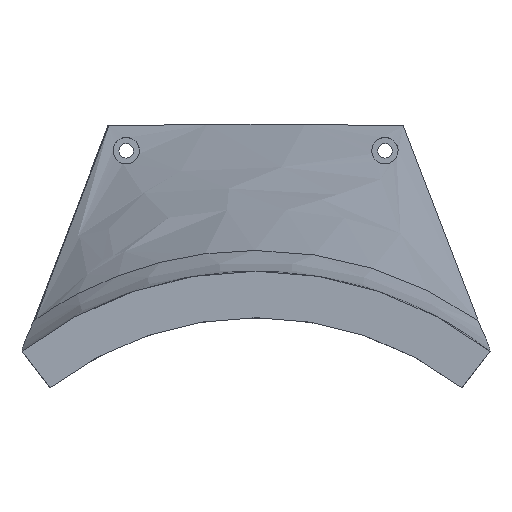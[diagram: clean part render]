
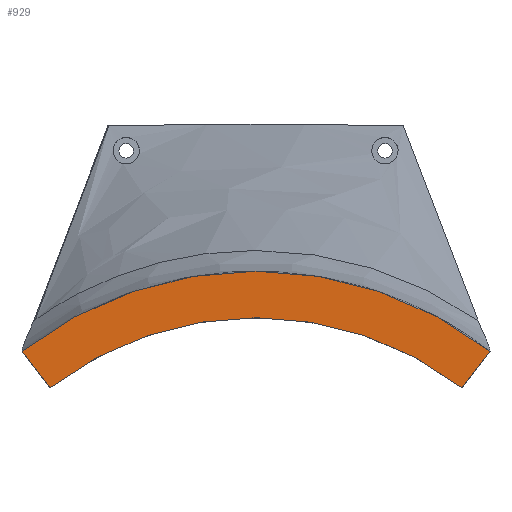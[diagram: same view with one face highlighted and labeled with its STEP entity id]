
A CAD part, front view. The second image highlights one B-rep face of the part: STEP entity #929.
In plain terms, the highlighted planar face has unit normal (0, -1, 0).
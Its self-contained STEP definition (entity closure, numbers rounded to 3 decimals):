
#66=LINE('',#1811,#138);
#73=LINE('',#1943,#145);
#138=VECTOR('',#1081,10.);
#145=VECTOR('',#1096,10.);
#251=FACE_OUTER_BOUND('',#305,.T.);
#305=EDGE_LOOP('',(#711,#712,#713,#714));
#351=CIRCLE('',#986,57.768);
#353=CIRCLE('',#990,51.168);
#415=VERTEX_POINT('',#1808);
#416=VERTEX_POINT('',#1810);
#417=VERTEX_POINT('',#1848);
#421=VERTEX_POINT('',#1941);
#516=EDGE_CURVE('',#416,#415,#66,.T.);
#520=EDGE_CURVE('',#415,#417,#351,.T.);
#528=EDGE_CURVE('',#421,#417,#73,.T.);
#529=EDGE_CURVE('',#416,#421,#353,.T.);
#711=ORIENTED_EDGE('',*,*,#520,.T.);
#712=ORIENTED_EDGE('',*,*,#528,.F.);
#713=ORIENTED_EDGE('',*,*,#529,.F.);
#714=ORIENTED_EDGE('',*,*,#516,.T.);
#894=PLANE('',#991);
#929=ADVANCED_FACE('',(#251),#894,.T.);
#986=AXIS2_PLACEMENT_3D('',#1850,#1086,#1087);
#990=AXIS2_PLACEMENT_3D('',#1945,#1099,#1100);
#991=AXIS2_PLACEMENT_3D('',#1946,#1101,#1102);
#1081=DIRECTION('',(0.609,0.,0.793));
#1086=DIRECTION('center_axis',(0.,-1.,0.));
#1087=DIRECTION('ref_axis',(-1.,0.,0.));
#1096=DIRECTION('',(-0.609,0.,0.793));
#1099=DIRECTION('center_axis',(0.,-1.,0.));
#1100=DIRECTION('ref_axis',(-1.,0.,0.));
#1101=DIRECTION('center_axis',(0.,-1.,0.));
#1102=DIRECTION('ref_axis',(-1.,0.,0.));
#1808=CARTESIAN_POINT('',(35.379,-70.713,-5.791));
#1810=CARTESIAN_POINT('',(31.149,-70.713,-11.304));
#1811=CARTESIAN_POINT('',(0.,-70.713,-51.898));
#1848=CARTESIAN_POINT('',(-35.379,-70.713,-5.791));
#1850=CARTESIAN_POINT('Origin',(0.,-70.713,-51.458));
#1941=CARTESIAN_POINT('',(-31.149,-70.713,-11.304));
#1943=CARTESIAN_POINT('',(0.,-70.713,-51.898));
#1945=CARTESIAN_POINT('Origin',(0.,-70.713,-51.898));
#1946=CARTESIAN_POINT('Origin',(0.,-70.713,-5.652));
